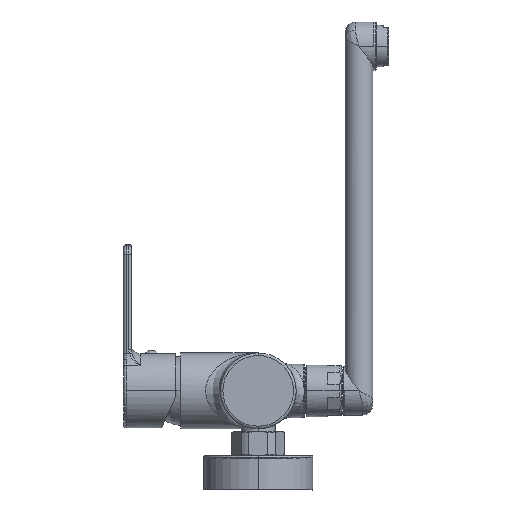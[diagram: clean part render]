
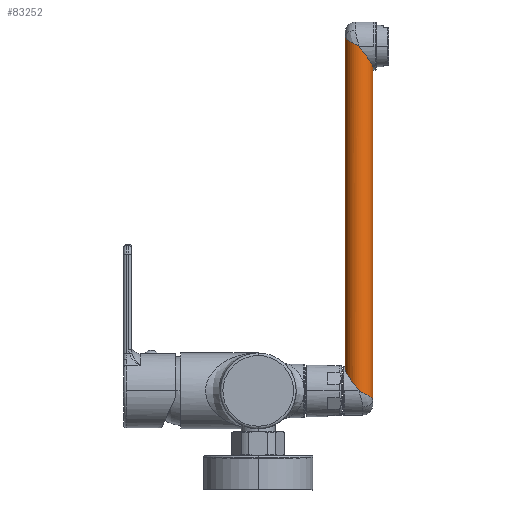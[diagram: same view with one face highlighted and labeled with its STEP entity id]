
A CAD part, left-side view. The second image highlights one B-rep face of the part: STEP entity #83252.
In plain terms, the highlighted cylindrical face has radius 8 mm (diameter 16 mm), a partial arc.
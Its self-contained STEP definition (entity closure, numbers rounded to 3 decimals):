
#68328=CARTESIAN_POINT('',(-6.,-66.5,187.351));
#68329=CARTESIAN_POINT('',(-6.494,-66.5,187.585));
#68330=CARTESIAN_POINT('',(-7.505,-66.408,
188.136));
#68331=CARTESIAN_POINT('',(-9.035,-65.962,
189.245));
#68332=CARTESIAN_POINT('',(-10.526,-65.172,
190.685));
#68333=CARTESIAN_POINT('',(-11.884,-64.021,
192.479));
#68334=CARTESIAN_POINT('',(-13.018,-62.507,
194.638));
#68335=CARTESIAN_POINT('',(-13.812,-60.602,
197.22));
#68336=CARTESIAN_POINT('',(-14.,-59.217,
199.051));
#68337=CARTESIAN_POINT('',(-14.,-58.499,
200.));
#68379=CARTESIAN_POINT('',(-6.,-50.5,205.292));
#68380=CARTESIAN_POINT('',(-6.581,-50.5,
205.126));
#68381=CARTESIAN_POINT('',(-7.748,-50.627,
204.769));
#68382=CARTESIAN_POINT('',(-9.427,-51.199,
204.146));
#68383=CARTESIAN_POINT('',(-10.954,-52.134,
203.439));
#68384=CARTESIAN_POINT('',(-12.251,-53.398,
202.656));
#68385=CARTESIAN_POINT('',(-13.239,-54.935,
201.811));
#68386=CARTESIAN_POINT('',(-13.859,-56.664,
200.916));
#68387=CARTESIAN_POINT('',(-14.,-57.888,
200.31));
#68388=CARTESIAN_POINT('',(-14.,-58.499,
200.));
#68390=DIRECTION('',(0.,0.,-1.));
#68391=VECTOR('',#68390,192.642);
#68392=CARTESIAN_POINT('',(-6.,-66.5,187.351));
#68393=LINE('',#68392,#68391);
#68394=CARTESIAN_POINT('',(-6.,-66.5,-5.292));
#68395=CARTESIAN_POINT('',(-6.581,-66.5,
-5.126));
#68396=CARTESIAN_POINT('',(-7.748,-66.373,
-4.769));
#68397=CARTESIAN_POINT('',(-9.427,-65.801,
-4.146));
#68398=CARTESIAN_POINT('',(-10.954,-64.866,
-3.439));
#68399=CARTESIAN_POINT('',(-12.251,-63.602,
-2.656));
#68400=CARTESIAN_POINT('',(-13.239,-62.065,
-1.811));
#68401=CARTESIAN_POINT('',(-13.859,-60.336,
-0.916));
#68402=CARTESIAN_POINT('',(-14.,-59.112,
-0.31));
#68403=CARTESIAN_POINT('',(-14.,-58.501,
0.));
#68405=DIRECTION('',(0.,0.,1.));
#68406=VECTOR('',#68405,192.642);
#68407=CARTESIAN_POINT('',(-6.,-50.5,12.649));
#68408=LINE('',#68407,#68406);
#68512=CARTESIAN_POINT('',(-6.,-50.5,12.649));
#68513=CARTESIAN_POINT('',(-6.494,-50.5,12.415));
#68514=CARTESIAN_POINT('',(-7.505,-50.592,
11.864));
#68515=CARTESIAN_POINT('',(-9.035,-51.038,
10.755));
#68516=CARTESIAN_POINT('',(-10.526,-51.828,
9.315));
#68517=CARTESIAN_POINT('',(-11.884,-52.979,
7.521));
#68518=CARTESIAN_POINT('',(-13.018,-54.493,
5.362));
#68519=CARTESIAN_POINT('',(-13.812,-56.398,
2.78));
#68520=CARTESIAN_POINT('',(-14.,-57.783,
0.949));
#68521=CARTESIAN_POINT('',(-14.,-58.501,
0.));
#74646=CARTESIAN_POINT('',(-6.,-66.5,187.351));
#74648=VERTEX_POINT('',#74646);
#74649=CARTESIAN_POINT('',(-6.,-50.5,12.649));
#74651=VERTEX_POINT('',#74649);
#74653=VERTEX_POINT('',#68379);
#74654=VERTEX_POINT('',#68388);
#74661=VERTEX_POINT('',#68394);
#74662=VERTEX_POINT('',#68403);
#83235=CARTESIAN_POINT('',(-6.,-58.5,-36.8));
#83236=DIRECTION('',(0.,0.,1.));
#83237=DIRECTION('',(1.,0.,0.));
#83238=AXIS2_PLACEMENT_3D('',#83235,#83236,#83237);
#83239=CYLINDRICAL_SURFACE('',#83238,8.);
#83240=ORIENTED_EDGE('',*,*,#83221,.T.);
#83241=ORIENTED_EDGE('',*,*,#83047,.F.);
#83243=ORIENTED_EDGE('',*,*,#83242,.T.);
#83245=ORIENTED_EDGE('',*,*,#83244,.T.);
#83247=ORIENTED_EDGE('',*,*,#83246,.F.);
#83249=ORIENTED_EDGE('',*,*,#83248,.T.);
#83250=EDGE_LOOP('',(#83240,#83241,#83243,#83245,#83247,#83249));
#83251=FACE_OUTER_BOUND('',#83250,.F.);
#83252=ADVANCED_FACE('',(#83251),#83239,.T.);
#68338=B_SPLINE_CURVE_WITH_KNOTS('',3,(#68328,#68329,#68330,#68331,#68332,
#68333,#68334,#68335,#68336,#68337),.UNSPECIFIED.,.F.,.F.,(4,1,1,1,1,1,1,4),(
0.,0.143,0.286,0.429,0.571,
0.714,0.857,1.),.UNSPECIFIED.);
#68389=B_SPLINE_CURVE_WITH_KNOTS('',3,(#68379,#68380,#68381,#68382,#68383,
#68384,#68385,#68386,#68387,#68388),.UNSPECIFIED.,.F.,.F.,(4,1,1,1,1,1,1,4),(
0.,0.143,0.286,0.429,0.571,
0.714,0.857,1.),.UNSPECIFIED.);
#68404=B_SPLINE_CURVE_WITH_KNOTS('',3,(#68394,#68395,#68396,#68397,#68398,
#68399,#68400,#68401,#68402,#68403),.UNSPECIFIED.,.F.,.F.,(4,1,1,1,1,1,1,4),(
0.,0.143,0.286,0.429,0.571,
0.714,0.857,1.),.UNSPECIFIED.);
#68522=B_SPLINE_CURVE_WITH_KNOTS('',3,(#68512,#68513,#68514,#68515,#68516,
#68517,#68518,#68519,#68520,#68521),.UNSPECIFIED.,.F.,.F.,(4,1,1,1,1,1,1,4),(
0.,0.143,0.286,0.429,0.571,
0.714,0.857,1.),.UNSPECIFIED.);
#83047=EDGE_CURVE('',#74648,#74654,#68338,.T.);
#83221=EDGE_CURVE('',#74653,#74654,#68389,.T.);
#83242=EDGE_CURVE('',#74648,#74661,#68393,.T.);
#83244=EDGE_CURVE('',#74661,#74662,#68404,.T.);
#83246=EDGE_CURVE('',#74651,#74662,#68522,.T.);
#83248=EDGE_CURVE('',#74651,#74653,#68408,.T.);
